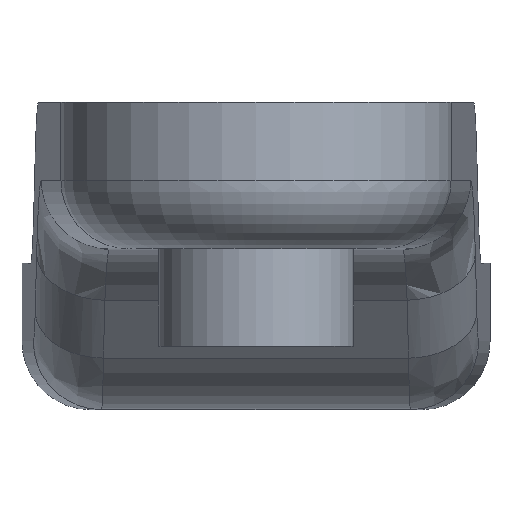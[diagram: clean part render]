
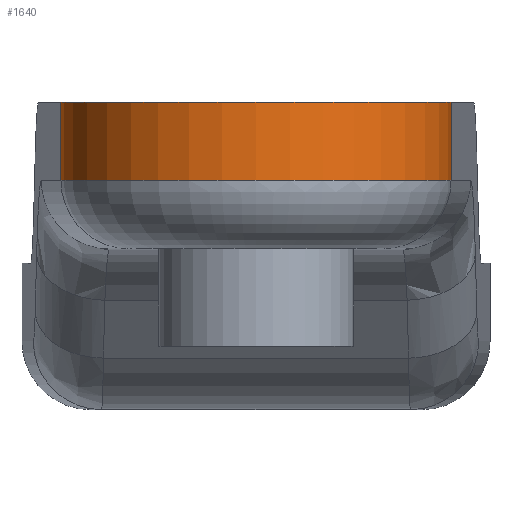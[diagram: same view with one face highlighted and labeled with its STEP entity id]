
A CAD part, left-side view. The second image highlights one B-rep face of the part: STEP entity #1640.
In plain terms, the highlighted cylindrical face has radius 10 mm (diameter 20 mm), a partial arc.
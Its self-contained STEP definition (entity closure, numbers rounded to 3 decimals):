
#192 = TOROIDAL_SURFACE('',#193,6.5,3.5);
#193 = AXIS2_PLACEMENT_3D('',#194,#195,#196);
#194 = CARTESIAN_POINT('',(0.,0.,-14.));
#195 = DIRECTION('',(0.,0.,-1.));
#196 = DIRECTION('',(0.,-1.,0.));
#508 = VERTEX_POINT('',#509);
#509 = CARTESIAN_POINT('',(0.,-10.,-14.));
#543 = PLANE('',#544);
#544 = AXIS2_PLACEMENT_3D('',#545,#546,#547);
#545 = CARTESIAN_POINT('',(69.656,-11.995,-10.));
#546 = DIRECTION('',(0.029,1.,
    0.));
#547 = DIRECTION('',(-1.,0.029,
    0.));
#559 = VERTEX_POINT('',#560);
#560 = CARTESIAN_POINT('',(0.,10.,-14.));
#637 = PLANE('',#638);
#638 = AXIS2_PLACEMENT_3D('',#639,#640,#641);
#639 = CARTESIAN_POINT('',(0.,10.,-10.));
#640 = DIRECTION('',(0.029,-1.,
    0.));
#641 = DIRECTION('',(1.,0.029,
    0.));
#653 = EDGE_CURVE('',#508,#559,#654,.T.);
#654 = SURFACE_CURVE('',#655,(#660,#667),.PCURVE_S1.);
#655 = CIRCLE('',#656,10.);
#656 = AXIS2_PLACEMENT_3D('',#657,#658,#659);
#657 = CARTESIAN_POINT('',(0.,0.,-14.));
#658 = DIRECTION('',(0.,0.,-1.));
#659 = DIRECTION('',(0.,-1.,0.));
#660 = PCURVE('',#192,#661);
#661 = DEFINITIONAL_REPRESENTATION('',(#662),#666);
#662 = LINE('',#663,#664);
#663 = CARTESIAN_POINT('',(0.,0.));
#664 = VECTOR('',#665,1.);
#665 = DIRECTION('',(1.,0.));
#666 = ( GEOMETRIC_REPRESENTATION_CONTEXT(2) 
PARAMETRIC_REPRESENTATION_CONTEXT() REPRESENTATION_CONTEXT('2D SPACE',''
  ) );
#667 = PCURVE('',#668,#673);
#668 = CYLINDRICAL_SURFACE('',#669,10.);
#669 = AXIS2_PLACEMENT_3D('',#670,#671,#672);
#670 = CARTESIAN_POINT('',(0.,0.,-10.));
#671 = DIRECTION('',(-0.,0.,1.));
#672 = DIRECTION('',(1.,0.,0.));
#673 = DEFINITIONAL_REPRESENTATION('',(#674),#678);
#674 = LINE('',#675,#676);
#675 = CARTESIAN_POINT('',(-1.571,-4.));
#676 = VECTOR('',#677,1.);
#677 = DIRECTION('',(-1.,0.));
#678 = ( GEOMETRIC_REPRESENTATION_CONTEXT(2) 
PARAMETRIC_REPRESENTATION_CONTEXT() REPRESENTATION_CONTEXT('2D SPACE',''
  ) );
#702 = PLANE('',#703);
#703 = AXIS2_PLACEMENT_3D('',#704,#705,#706);
#704 = CARTESIAN_POINT('',(17.526,0.,-10.));
#705 = DIRECTION('',(0.,0.,-1.));
#706 = DIRECTION('',(1.,0.,0.));
#993 = EDGE_CURVE('',#994,#508,#996,.T.);
#994 = VERTEX_POINT('',#995);
#995 = CARTESIAN_POINT('',(0.,-10.,-10.));
#996 = SURFACE_CURVE('',#997,(#1001,#1008),.PCURVE_S1.);
#997 = LINE('',#998,#999);
#998 = CARTESIAN_POINT('',(0.,-10.,-10.));
#999 = VECTOR('',#1000,1.);
#1000 = DIRECTION('',(0.,0.,-1.));
#1001 = PCURVE('',#543,#1002);
#1002 = DEFINITIONAL_REPRESENTATION('',(#1003),#1007);
#1003 = LINE('',#1004,#1005);
#1004 = CARTESIAN_POINT('',(69.685,-0.));
#1005 = VECTOR('',#1006,1.);
#1006 = DIRECTION('',(0.,-1.));
#1007 = ( GEOMETRIC_REPRESENTATION_CONTEXT(2) 
PARAMETRIC_REPRESENTATION_CONTEXT() REPRESENTATION_CONTEXT('2D SPACE',''
  ) );
#1008 = PCURVE('',#668,#1009);
#1009 = DEFINITIONAL_REPRESENTATION('',(#1010),#1014);
#1010 = LINE('',#1011,#1012);
#1011 = CARTESIAN_POINT('',(-1.571,0.));
#1012 = VECTOR('',#1013,1.);
#1013 = DIRECTION('',(-0.,-1.));
#1014 = ( GEOMETRIC_REPRESENTATION_CONTEXT(2) 
PARAMETRIC_REPRESENTATION_CONTEXT() REPRESENTATION_CONTEXT('2D SPACE',''
  ) );
#1459 = VERTEX_POINT('',#1460);
#1460 = CARTESIAN_POINT('',(0.,10.,-10.));
#1481 = EDGE_CURVE('',#1459,#559,#1482,.T.);
#1482 = SURFACE_CURVE('',#1483,(#1487,#1494),.PCURVE_S1.);
#1483 = LINE('',#1484,#1485);
#1484 = CARTESIAN_POINT('',(0.,10.,-10.));
#1485 = VECTOR('',#1486,1.);
#1486 = DIRECTION('',(0.,0.,-1.));
#1487 = PCURVE('',#637,#1488);
#1488 = DEFINITIONAL_REPRESENTATION('',(#1489),#1493);
#1489 = LINE('',#1490,#1491);
#1490 = CARTESIAN_POINT('',(0.,0.));
#1491 = VECTOR('',#1492,1.);
#1492 = DIRECTION('',(0.,-1.));
#1493 = ( GEOMETRIC_REPRESENTATION_CONTEXT(2) 
PARAMETRIC_REPRESENTATION_CONTEXT() REPRESENTATION_CONTEXT('2D SPACE',''
  ) );
#1494 = PCURVE('',#668,#1495);
#1495 = DEFINITIONAL_REPRESENTATION('',(#1496),#1500);
#1496 = LINE('',#1497,#1498);
#1497 = CARTESIAN_POINT('',(-4.712,0.));
#1498 = VECTOR('',#1499,1.);
#1499 = DIRECTION('',(-0.,-1.));
#1500 = ( GEOMETRIC_REPRESENTATION_CONTEXT(2) 
PARAMETRIC_REPRESENTATION_CONTEXT() REPRESENTATION_CONTEXT('2D SPACE',''
  ) );
#1640 = ADVANCED_FACE('',(#1641),#668,.T.);
#1641 = FACE_BOUND('',#1642,.F.);
#1642 = EDGE_LOOP('',(#1643,#1644,#1666,#1667));
#1643 = ORIENTED_EDGE('',*,*,#1481,.F.);
#1644 = ORIENTED_EDGE('',*,*,#1645,.F.);
#1645 = EDGE_CURVE('',#994,#1459,#1646,.T.);
#1646 = SURFACE_CURVE('',#1647,(#1652,#1659),.PCURVE_S1.);
#1647 = CIRCLE('',#1648,10.);
#1648 = AXIS2_PLACEMENT_3D('',#1649,#1650,#1651);
#1649 = CARTESIAN_POINT('',(0.,0.,-10.));
#1650 = DIRECTION('',(0.,0.,-1.));
#1651 = DIRECTION('',(1.,0.,0.));
#1652 = PCURVE('',#668,#1653);
#1653 = DEFINITIONAL_REPRESENTATION('',(#1654),#1658);
#1654 = LINE('',#1655,#1656);
#1655 = CARTESIAN_POINT('',(-0.,0.));
#1656 = VECTOR('',#1657,1.);
#1657 = DIRECTION('',(-1.,0.));
#1658 = ( GEOMETRIC_REPRESENTATION_CONTEXT(2) 
PARAMETRIC_REPRESENTATION_CONTEXT() REPRESENTATION_CONTEXT('2D SPACE',''
  ) );
#1659 = PCURVE('',#702,#1660);
#1660 = DEFINITIONAL_REPRESENTATION('',(#1661),#1665);
#1661 = CIRCLE('',#1662,10.);
#1662 = AXIS2_PLACEMENT_2D('',#1663,#1664);
#1663 = CARTESIAN_POINT('',(-17.526,0.));
#1664 = DIRECTION('',(1.,0.));
#1665 = ( GEOMETRIC_REPRESENTATION_CONTEXT(2) 
PARAMETRIC_REPRESENTATION_CONTEXT() REPRESENTATION_CONTEXT('2D SPACE',''
  ) );
#1666 = ORIENTED_EDGE('',*,*,#993,.T.);
#1667 = ORIENTED_EDGE('',*,*,#653,.T.);
